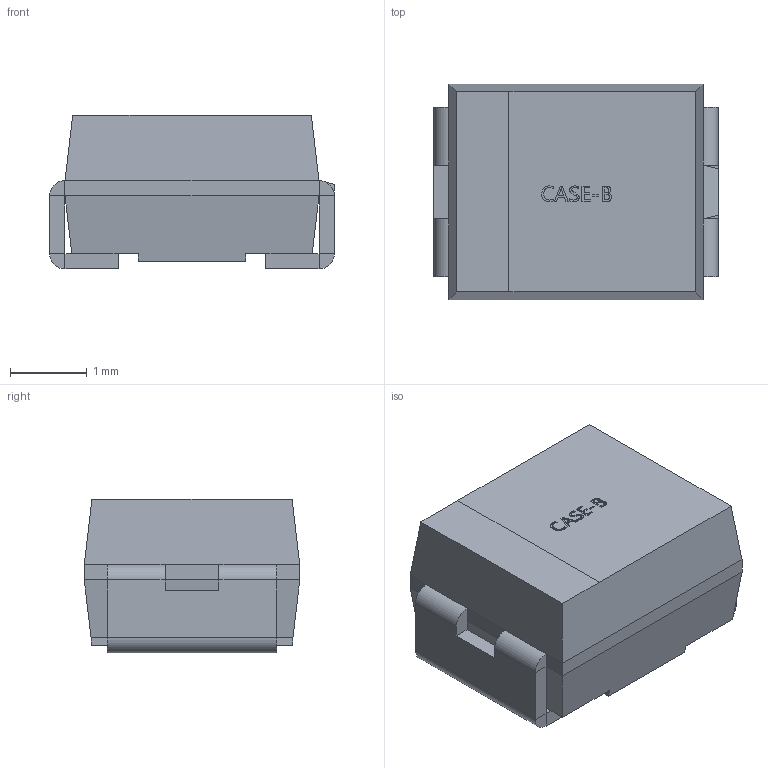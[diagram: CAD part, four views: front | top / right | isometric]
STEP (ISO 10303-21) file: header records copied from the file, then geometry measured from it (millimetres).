
FILE_DESCRIPTION (( 'STEP AP214' ), '1' );
FILE_NAME ('CASE-B_3528.STEP', '2024-03-13T07:01:34', ( '' ), ( '' ), 'SwSTEP 2.0', 'SolidWorks 2022', '' );
FILE_SCHEMA (( 'AUTOMOTIVE_DESIGN' ));
Length unit declared in the file: millimetre
Products named in the file (1): CASE-B_3528
Bounding box: 3.7 x 2.8 x 2 mm (x, y, z)
Volume: 17.6 mm3; surface area: 50.6 mm2
Topology: 2 solids, 2 shells, 148 faces, 381 edges, 238 vertices
Faces by surface type: plane 112, bspline 30, cylinder 6
Entity records: 7602 total; most frequent: CARTESIAN_POINT 2606, ORIENTED_EDGE 762, DIRECTION 571, EDGE_CURVE 381, LINE 309, VECTOR 309, VERTEX_POINT 238, EDGE_LOOP 157
